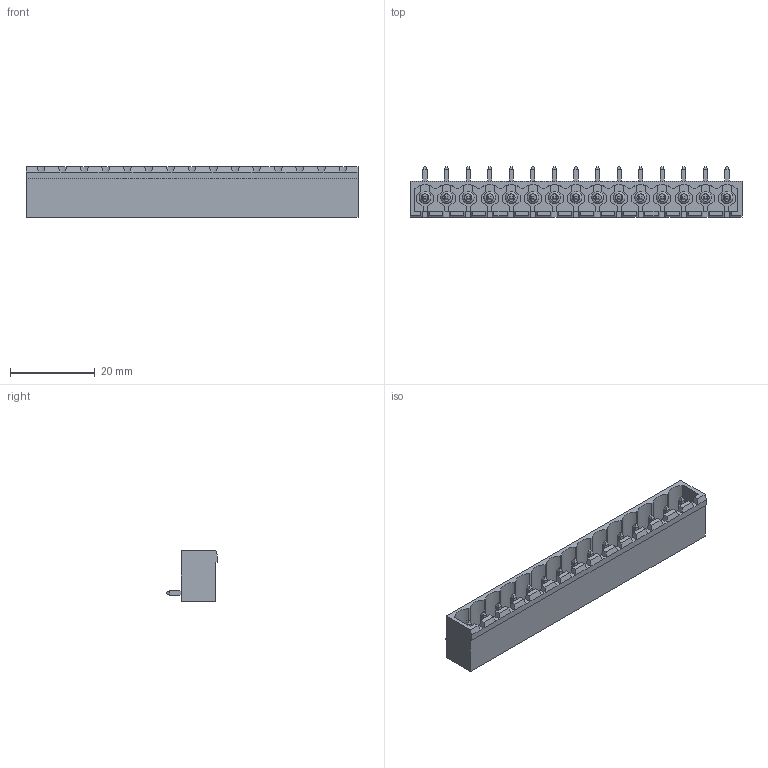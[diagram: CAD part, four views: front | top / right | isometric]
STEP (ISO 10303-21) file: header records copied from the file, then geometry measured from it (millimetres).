
FILE_DESCRIPTION( ( 'Unknown' ), '1' );
FILE_NAME( '691313510015.stp', 'Unknown', ( 'Unknown' ), ( 'Unknown' ), 'PSStep 15.0.49', 'Unknown', ' ' );
FILE_SCHEMA( ( 'AUTOMOTIVE_DESIGN { 1 0 10303 214 1 1 1 1 }' ) );
Length unit declared in the file: millimetre
Products named in the file (3): Assem1; 6913135100xx_PIN; 691311500115
Assembly tree (16 placements, depth 2):
  Assem1
    6913135100xx_PIN  x15
    691311500115
Bounding box: 78.2 x 12 x 12 mm (x, y, z)
Volume: 3201.5 mm3; surface area: 7188.3 mm2
Topology: 16 solids, 16 shells, 767 faces, 2055 edges, 1320 vertices
Faces by surface type: plane 707, cylinder 45, torus 15
Full cylindrical faces by diameter (mm): 2.75 x15
Entity records: 21307 total; most frequent: CARTESIAN_POINT 3035, ORIENTED_EDGE 2984, DIRECTION 2691, EDGE_CURVE 1492, LINE 1385, VECTOR 1385, VERTEX_POINT 997, AXIS2_PLACEMENT_3D 653
